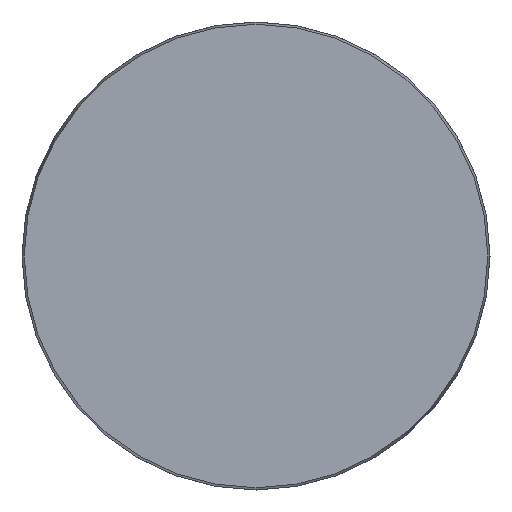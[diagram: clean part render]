
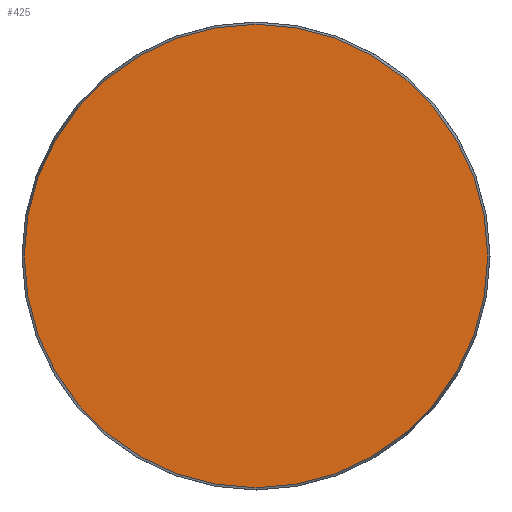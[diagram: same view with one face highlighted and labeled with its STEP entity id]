
A CAD part, front view. The second image highlights one B-rep face of the part: STEP entity #425.
In plain terms, the highlighted planar face has unit normal (0, -1, 0).
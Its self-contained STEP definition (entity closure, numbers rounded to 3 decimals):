
#44 = DIRECTION ( 'NONE',  ( 0., 0., 1. ) ) ;
#55 = VERTEX_POINT ( 'NONE', #405 ) ;
#88 = FACE_OUTER_BOUND ( 'NONE', #133, .T. ) ;
#133 = EDGE_LOOP ( 'NONE', ( #297 ) ) ;
#137 = CARTESIAN_POINT ( 'NONE',  ( -58.425, 0., 0. ) ) ;
#167 = CIRCLE ( 'NONE', #329, 58.425 ) ;
#226 = EDGE_CURVE ( 'NONE', #55, #55, #167, .T. ) ;
#297 = ORIENTED_EDGE ( 'NONE', *, *, #226, .T. ) ;
#314 = CARTESIAN_POINT ( 'NONE',  ( 0., 0., 0. ) ) ;
#329 = AXIS2_PLACEMENT_3D ( 'NONE', #314, #487, #446 ) ;
#335 = PLANE ( 'NONE',  #418 ) ;
#405 = CARTESIAN_POINT ( 'NONE',  ( 0., 0., -58.425 ) ) ;
#418 = AXIS2_PLACEMENT_3D ( 'NONE', #137, #515, #44 ) ;
#425 = ADVANCED_FACE ( 'NONE', ( #88 ), #335, .F. ) ;
#446 = DIRECTION ( 'NONE',  ( 0., 0., -1. ) ) ;
#487 = DIRECTION ( 'NONE',  ( 0., -1., 0. ) ) ;
#515 = DIRECTION ( 'NONE',  ( 0., 1., 0. ) ) ;
